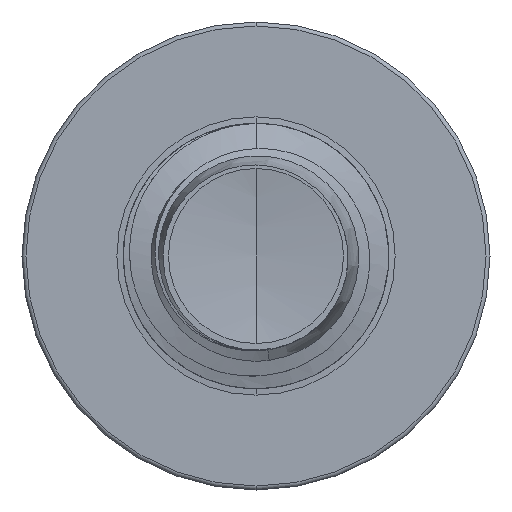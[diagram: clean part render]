
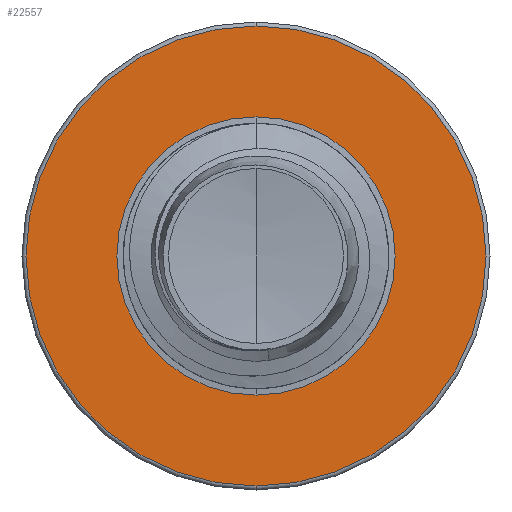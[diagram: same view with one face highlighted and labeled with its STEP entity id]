
A CAD part, front view. The second image highlights one B-rep face of the part: STEP entity #22557.
In plain terms, the highlighted planar face has unit normal (0, -1, 0).
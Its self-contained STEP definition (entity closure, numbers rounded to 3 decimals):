
#505 = VERTEX_POINT ( 'NONE', #5482 ) ;
#1155 = ORIENTED_EDGE ( 'NONE', *, *, #15448, .F. ) ;
#1695 = CARTESIAN_POINT ( 'NONE',  ( 0., 15., 0. ) ) ;
#2939 = VERTEX_POINT ( 'NONE', #19694 ) ;
#3132 = VERTEX_POINT ( 'NONE', #16264 ) ;
#3308 = CARTESIAN_POINT ( 'NONE',  ( 0., 15., 0. ) ) ;
#3551 = DIRECTION ( 'NONE',  ( 0., 0., 1. ) ) ;
#3854 = AXIS2_PLACEMENT_3D ( 'NONE', #20216, #20447, #17032 ) ;
#4418 = EDGE_LOOP ( 'NONE', ( #16417, #15434 ) ) ;
#5022 = AXIS2_PLACEMENT_3D ( 'NONE', #1695, #14155, #3551 ) ;
#5030 = CARTESIAN_POINT ( 'NONE',  ( 0., 15., 0. ) ) ;
#5137 = DIRECTION ( 'NONE',  ( 0., 0., 1. ) ) ;
#5363 = AXIS2_PLACEMENT_3D ( 'NONE', #3308, #15696, #5137 ) ;
#5433 = EDGE_LOOP ( 'NONE', ( #1155, #9089 ) ) ;
#5482 = CARTESIAN_POINT ( 'NONE',  ( 0., 15., 6.93 ) ) ;
#5734 = AXIS2_PLACEMENT_3D ( 'NONE', #21166, #10730, #22872 ) ;
#6344 = AXIS2_PLACEMENT_3D ( 'NONE', #5030, #17359, #6794 ) ;
#6794 = DIRECTION ( 'NONE',  ( 0., 0., 1. ) ) ;
#9089 = ORIENTED_EDGE ( 'NONE', *, *, #20729, .F. ) ;
#10090 = CIRCLE ( 'NONE', #6344, 6.93 ) ;
#10730 = DIRECTION ( 'NONE',  ( 0., 1., 0. ) ) ;
#12566 = CIRCLE ( 'NONE', #5363, 4.192 ) ;
#14155 = DIRECTION ( 'NONE',  ( 0., 1., 0. ) ) ;
#15265 = PLANE ( 'NONE',  #3854 ) ;
#15434 = ORIENTED_EDGE ( 'NONE', *, *, #16128, .T. ) ;
#15448 = EDGE_CURVE ( 'NONE', #505, #17798, #10090, .T. ) ;
#15696 = DIRECTION ( 'NONE',  ( 0., 1., 0. ) ) ;
#16128 = EDGE_CURVE ( 'NONE', #3132, #2939, #12566, .T. ) ;
#16264 = CARTESIAN_POINT ( 'NONE',  ( 0., 15., -4.192 ) ) ;
#16395 = CARTESIAN_POINT ( 'NONE',  ( 0., 15., -6.93 ) ) ;
#16417 = ORIENTED_EDGE ( 'NONE', *, *, #20656, .T. ) ;
#17032 = DIRECTION ( 'NONE',  ( 0., 0., 1. ) ) ;
#17359 = DIRECTION ( 'NONE',  ( 0., 1., 0. ) ) ;
#17798 = VERTEX_POINT ( 'NONE', #16395 ) ;
#18271 = CIRCLE ( 'NONE', #5022, 4.192 ) ;
#18528 = FACE_BOUND ( 'NONE', #4418, .T. ) ;
#19694 = CARTESIAN_POINT ( 'NONE',  ( 0., 15., 4.192 ) ) ;
#20216 = CARTESIAN_POINT ( 'NONE',  ( 0., 15., -4.192 ) ) ;
#20447 = DIRECTION ( 'NONE',  ( 0., 1., 0. ) ) ;
#20656 = EDGE_CURVE ( 'NONE', #2939, #3132, #18271, .T. ) ;
#20729 = EDGE_CURVE ( 'NONE', #17798, #505, #22278, .T. ) ;
#21166 = CARTESIAN_POINT ( 'NONE',  ( 0., 15., 0. ) ) ;
#22278 = CIRCLE ( 'NONE', #5734, 6.93 ) ;
#22530 = FACE_OUTER_BOUND ( 'NONE', #5433, .T. ) ;
#22557 = ADVANCED_FACE ( 'NONE', ( #22530, #18528 ), #15265, .F. ) ;
#22872 = DIRECTION ( 'NONE',  ( 0., 0., 1. ) ) ;
